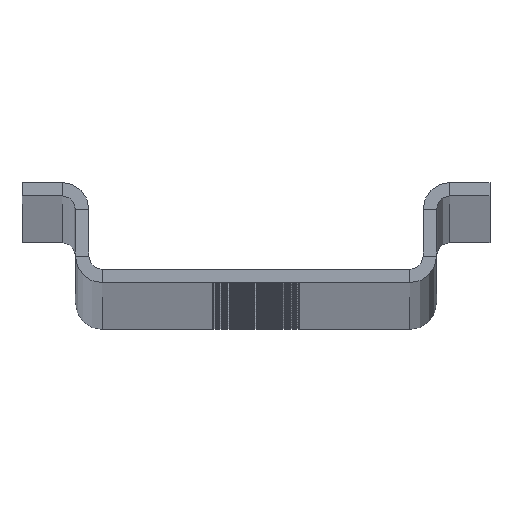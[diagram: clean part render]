
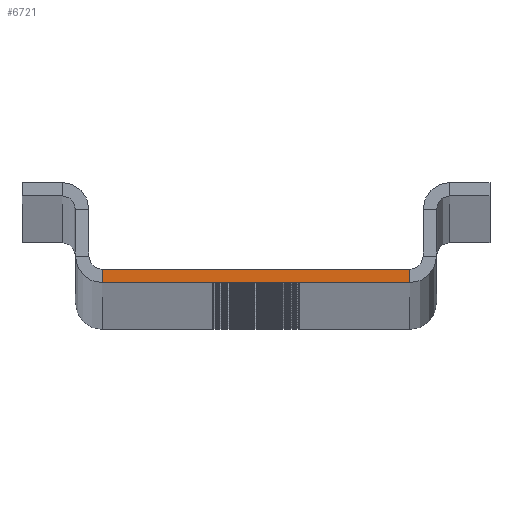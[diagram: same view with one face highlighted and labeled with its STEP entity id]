
A CAD part, top view. The second image highlights one B-rep face of the part: STEP entity #6721.
In plain terms, the highlighted planar face has unit normal (0, 0, 1).
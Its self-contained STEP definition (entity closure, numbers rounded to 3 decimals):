
#674 = DIRECTION ( 'NONE',  ( -1., 0., 0. ) ) ;
#806 = DIRECTION ( 'NONE',  ( 0., 0., 1. ) ) ;
#1488 = LINE ( 'NONE', #8658, #6342 ) ;
#1568 = ORIENTED_EDGE ( 'NONE', *, *, #9228, .T. ) ;
#2134 = EDGE_CURVE ( '������43', #7537, #7253, #4602, .T. ) ;
#2709 = CARTESIAN_POINT ( 'NONE',  ( 11.5, 1., 1000. ) ) ;
#2890 = VERTEX_POINT ( 'NONE', #7082 ) ;
#3468 = FACE_OUTER_BOUND ( 'NONE', #6021, .T. ) ;
#3523 = DIRECTION ( 'NONE',  ( 1., 0., 0. ) ) ;
#3815 = CARTESIAN_POINT ( 'NONE',  ( 11.5, 4001.264, 1000. ) ) ;
#4102 = CARTESIAN_POINT ( 'NONE',  ( -11.5, 4001.264, 1000. ) ) ;
#4452 = ORIENTED_EDGE ( 'NONE', *, *, #2134, .T. ) ;
#4602 = LINE ( 'NONE', #7802, #6166 ) ;
#4635 = LINE ( 'NONE', #3815, #5503 ) ;
#5503 = VECTOR ( 'NONE', #6949, 1000. ) ;
#5584 = CARTESIAN_POINT ( 'NONE',  ( -11.5, 1., 1000. ) ) ;
#6021 = EDGE_LOOP ( 'NONE', ( #1568, #9748, #4452, #9824 ) ) ;
#6154 = EDGE_CURVE ( 'NONE', #7537, #8753, #4635, .T. ) ;
#6166 = VECTOR ( 'NONE', #674, 1000. ) ;
#6342 = VECTOR ( 'NONE', #7245, 1000. ) ;
#6721 = ADVANCED_FACE ( '�����1', ( #3468 ), #7972, .T. ) ;
#6949 = DIRECTION ( 'NONE',  ( 0., -1., 0. ) ) ;
#7082 = CARTESIAN_POINT ( 'NONE',  ( -11.5, 0., 1000. ) ) ;
#7245 = DIRECTION ( 'NONE',  ( 1., 0., 0. ) ) ;
#7253 = VERTEX_POINT ( 'NONE', #5584 ) ;
#7284 = DIRECTION ( 'NONE',  ( 0., -1., 0. ) ) ;
#7339 = LINE ( 'NONE', #4102, #9193 ) ;
#7537 = VERTEX_POINT ( 'NONE', #2709 ) ;
#7802 = CARTESIAN_POINT ( 'NONE',  ( 12.5, 1., 1000. ) ) ;
#7972 = PLANE ( 'NONE',  #10200 ) ;
#8658 = CARTESIAN_POINT ( 'NONE',  ( -13.5, 0., 1000. ) ) ;
#8753 = VERTEX_POINT ( 'NONE', #10350 ) ;
#9193 = VECTOR ( 'NONE', #7284, 1000. ) ;
#9228 = EDGE_CURVE ( '������44', #2890, #8753, #1488, .T. ) ;
#9606 = CARTESIAN_POINT ( 'NONE',  ( 12.5, 4001.264, 1000. ) ) ;
#9720 = EDGE_CURVE ( 'NONE', #7253, #2890, #7339, .T. ) ;
#9748 = ORIENTED_EDGE ( 'NONE', *, *, #6154, .F. ) ;
#9824 = ORIENTED_EDGE ( 'NONE', *, *, #9720, .T. ) ;
#10200 = AXIS2_PLACEMENT_3D ( 'NONE', #9606, #806, #3523 ) ;
#10350 = CARTESIAN_POINT ( 'NONE',  ( 11.5, 0., 1000. ) ) ;
